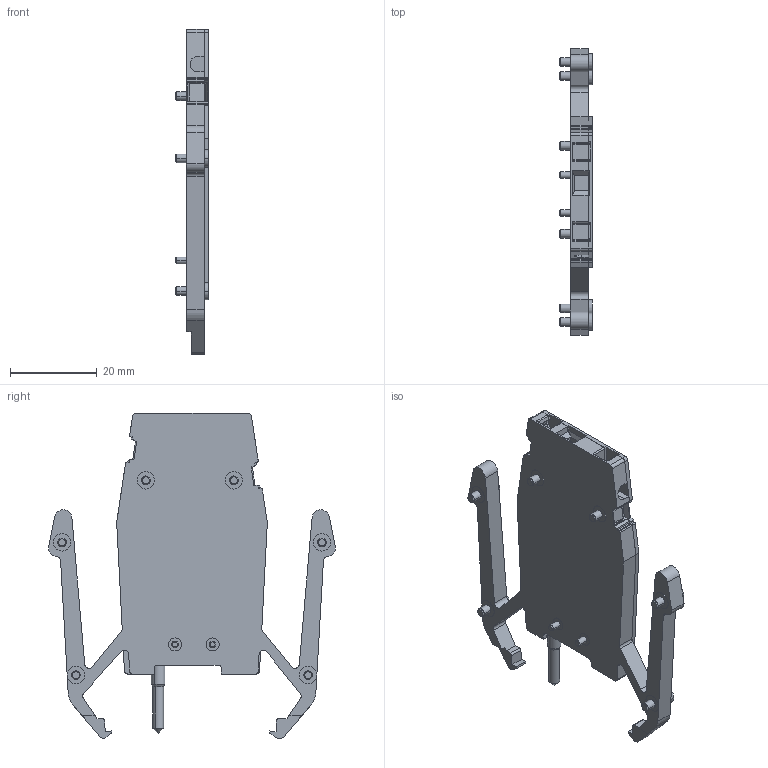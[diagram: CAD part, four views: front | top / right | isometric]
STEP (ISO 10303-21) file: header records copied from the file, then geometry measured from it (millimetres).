
FILE_DESCRIPTION(('CATIA V5R22 STEP214','CAx-IF Rec.Pracs.--- Model Styling and Organization---1.4--- 2014-01-23'),'2;1');
FILE_NAME ('D1453914_0', '2020-05-28T06:05:12+00:00', ('Weidmueller Interface'), ('Weidmueller'), 'CATIA Version 5-6 Release 2016 SP3 HF44', 'CATIA V5 STEP AP214', 'none');
FILE_SCHEMA(('AUTOMOTIVE_DESIGN { 1 0 10303 214 1 1 1 1 }'));
Length unit declared in the file: millimetre
Products named in the file (1): 1632300000_WTA 1_ZA_WDU1-5_AllCATPart
Bounding box: 7.6 x 66.1 x 74.87 mm (x, y, z)
Volume: 10771.9 mm3; surface area: 11374.9 mm2
Topology: 3 solids, 3 shells, 452 faces, 1210 edges, 798 vertices
Faces by surface type: plane 242, cylinder 190, cone 20
Entity records: 13406 total; most frequent: CARTESIAN_POINT 2543, ORIENTED_EDGE 2416, DIRECTION 1870, EDGE_CURVE 1208, VERTEX_POINT 798, VECTOR 796, LINE 796, AXIS2_PLACEMENT_3D 726
